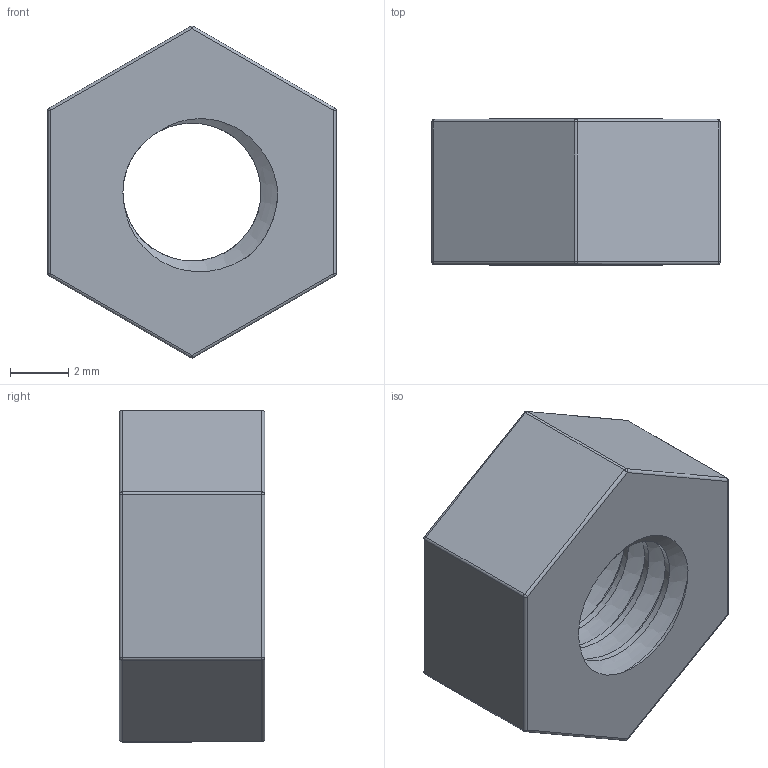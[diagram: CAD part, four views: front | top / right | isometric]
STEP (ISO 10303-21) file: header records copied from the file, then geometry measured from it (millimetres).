
FILE_DESCRIPTION(/* description */ (''),/* implementation_level */ '2;1');
FILE_NAME(/* name */ 'Runner Nut Representation v3.step',/* time_stamp */ '2019-01-08T22:25:03+00:00',/* author */ (''),/* organization */ (''),/* preprocessor_version */ 'ST-DEVELOPER v17.2',/* originating_system */ 'Autodesk Translation Framework v7.6.0.251',/* authorisation */ '');
FILE_SCHEMA (('AUTOMOTIVE_DESIGN { 1 0 10303 214 3 1 1 }'));
Length unit declared in the file: millimetre
Products named in the file (1): Runner Nut
Bounding box: 9.9 x 5 x 11.4 mm (x, y, z)
Volume: 314.9 mm3; surface area: 431.8 mm2
Topology: 1 solids, 1 shells, 53 faces, 117 edges, 66 vertices
Faces by surface type: cylinder 31, sphere 12, plane 8, bspline 2
Full cylindrical faces by diameter (mm): 4.744 x5, 5.884 x4
Entity records: 2415 total; most frequent: CARTESIAN_POINT 1252, DIRECTION 235, ORIENTED_EDGE 234, EDGE_CURVE 117, AXIS2_PLACEMENT_3D 94, VERTEX_POINT 66, EDGE_LOOP 55, FACE_OUTER_BOUND 53
